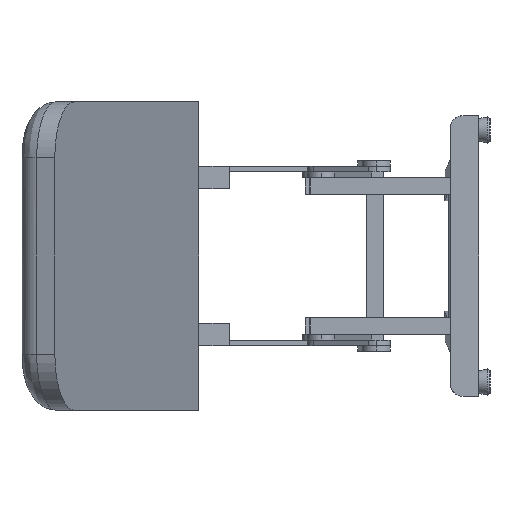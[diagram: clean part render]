
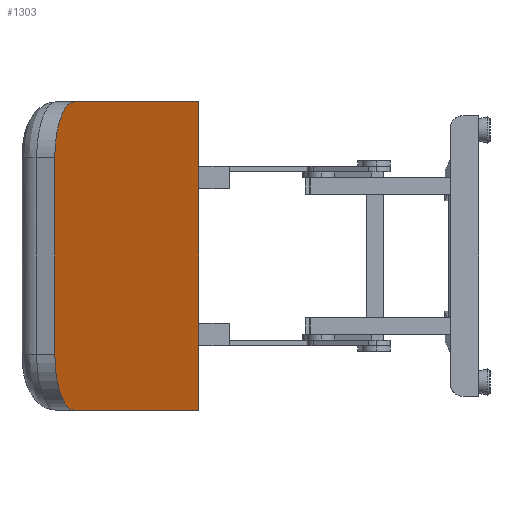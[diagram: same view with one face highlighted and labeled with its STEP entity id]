
A CAD part, left-side view. The second image highlights one B-rep face of the part: STEP entity #1303.
In plain terms, the highlighted free-form (B-spline) face has degree [1, 1] with [2, 2] control points.
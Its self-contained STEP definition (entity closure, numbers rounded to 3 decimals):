
#1272 = VERTEX_POINT('',#1273);
#1273 = CARTESIAN_POINT('',(-1221.834,957.178,
    221.418));
#1288 = VERTEX_POINT('',#1289);
#1289 = CARTESIAN_POINT('',(-1221.834,957.178,
    -221.418));
#1294 = EDGE_CURVE('',#1272,#1288,#1295,.T.);
#1295 = B_SPLINE_CURVE_WITH_KNOTS('',1,(#1296,#1297),.UNSPECIFIED.,.F.,
  .F.,(2,2),(100.,450.),.PIECEWISE_BEZIER_KNOTS.);
#1296 = CARTESIAN_POINT('',(-1221.834,957.178,
    221.418));
#1297 = CARTESIAN_POINT('',(-1221.834,957.178,
    -221.418));
#1303 = ADVANCED_FACE('',(#1304),#1342,.F.);
#1304 = FACE_BOUND('',#1305,.T.);
#1305 = EDGE_LOOP('',(#1306,#1307,#1315,#1322,#1329,#1336));
#1306 = ORIENTED_EDGE('',*,*,#1294,.T.);
#1307 = ORIENTED_EDGE('',*,*,#1308,.T.);
#1308 = EDGE_CURVE('',#1288,#1309,#1311,.T.);
#1309 = VERTEX_POINT('',#1310);
#1310 = CARTESIAN_POINT('',(-1102.94,913.904,
    -347.943));
#1311 = ( BOUNDED_CURVE() B_SPLINE_CURVE(2,(#1312,#1313,#1314),
.UNSPECIFIED.,.F.,.F.) B_SPLINE_CURVE_WITH_KNOTS((3,3),(0.,
1.571),.PIECEWISE_BEZIER_KNOTS.) CURVE() 
GEOMETRIC_REPRESENTATION_ITEM() RATIONAL_B_SPLINE_CURVE((1.,
0.707,1.)) REPRESENTATION_ITEM('') );
#1312 = CARTESIAN_POINT('',(-1221.834,957.178,
    -221.418));
#1313 = CARTESIAN_POINT('',(-1221.834,957.178,
    -347.943));
#1314 = CARTESIAN_POINT('',(-1102.94,913.904,
    -347.943));
#1315 = ORIENTED_EDGE('',*,*,#1316,.T.);
#1316 = EDGE_CURVE('',#1309,#1317,#1319,.T.);
#1317 = VERTEX_POINT('',#1318);
#1318 = CARTESIAN_POINT('',(-330.127,632.623,
    -347.943));
#1319 = B_SPLINE_CURVE_WITH_KNOTS('',1,(#1320,#1321),.UNSPECIFIED.,.F.,
  .F.,(2,2),(-650.,0.),.PIECEWISE_BEZIER_KNOTS.);
#1320 = CARTESIAN_POINT('',(-1102.94,913.904,
    -347.943));
#1321 = CARTESIAN_POINT('',(-330.127,632.623,
    -347.943));
#1322 = ORIENTED_EDGE('',*,*,#1323,.F.);
#1323 = EDGE_CURVE('',#1324,#1317,#1326,.T.);
#1324 = VERTEX_POINT('',#1325);
#1325 = CARTESIAN_POINT('',(-330.127,632.623,
    347.943));
#1326 = B_SPLINE_CURVE_WITH_KNOTS('',1,(#1327,#1328),.UNSPECIFIED.,.F.,
  .F.,(2,2),(-0.,550.),.PIECEWISE_BEZIER_KNOTS.);
#1327 = CARTESIAN_POINT('',(-330.127,632.623,
    347.943));
#1328 = CARTESIAN_POINT('',(-330.127,632.623,
    -347.943));
#1329 = ORIENTED_EDGE('',*,*,#1330,.F.);
#1330 = EDGE_CURVE('',#1331,#1324,#1333,.T.);
#1331 = VERTEX_POINT('',#1332);
#1332 = CARTESIAN_POINT('',(-1102.94,913.904,
    347.943));
#1333 = B_SPLINE_CURVE_WITH_KNOTS('',1,(#1334,#1335),.UNSPECIFIED.,.F.,
  .F.,(2,2),(-650.,0.),.PIECEWISE_BEZIER_KNOTS.);
#1334 = CARTESIAN_POINT('',(-1102.94,913.904,
    347.943));
#1335 = CARTESIAN_POINT('',(-330.127,632.623,
    347.943));
#1336 = ORIENTED_EDGE('',*,*,#1337,.T.);
#1337 = EDGE_CURVE('',#1331,#1272,#1338,.T.);
#1338 = ( BOUNDED_CURVE() B_SPLINE_CURVE(2,(#1339,#1340,#1341),
.UNSPECIFIED.,.F.,.F.) B_SPLINE_CURVE_WITH_KNOTS((3,3),(4.712,
6.283),.PIECEWISE_BEZIER_KNOTS.) CURVE() 
GEOMETRIC_REPRESENTATION_ITEM() RATIONAL_B_SPLINE_CURVE((1.,
0.707,1.)) REPRESENTATION_ITEM('') );
#1339 = CARTESIAN_POINT('',(-1102.94,913.904,
    347.943));
#1340 = CARTESIAN_POINT('',(-1221.834,957.178,
    347.943));
#1341 = CARTESIAN_POINT('',(-1221.834,957.178,
    221.418));
#1342 = B_SPLINE_SURFACE_WITH_KNOTS('',1,1,(
    (#1343,#1344)
    ,(#1345,#1346
    )),.UNSPECIFIED.,.F.,.F.,.F.,(2,2),(2,2),(0.,750.),(-550.,0.),
  .PIECEWISE_BEZIER_KNOTS.);
#1343 = CARTESIAN_POINT('',(-330.127,632.623,
    -347.943));
#1344 = CARTESIAN_POINT('',(-330.127,632.623,
    347.943));
#1345 = CARTESIAN_POINT('',(-1221.834,957.178,
    -347.943));
#1346 = CARTESIAN_POINT('',(-1221.834,957.178,
    347.943));
